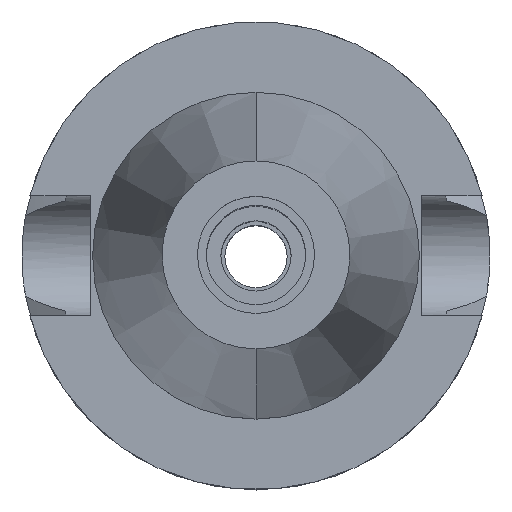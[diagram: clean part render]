
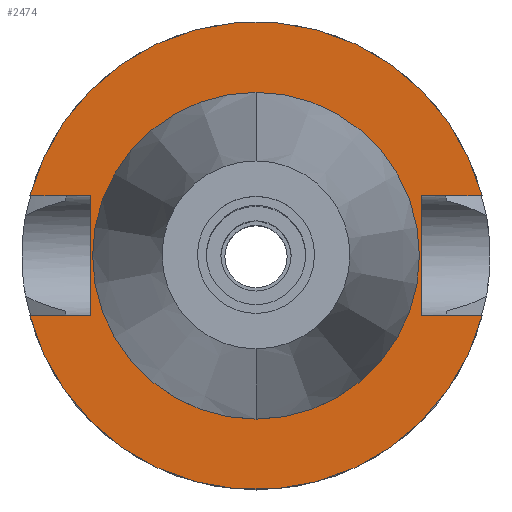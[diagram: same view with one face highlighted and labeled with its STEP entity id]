
A CAD part, top view. The second image highlights one B-rep face of the part: STEP entity #2474.
In plain terms, the highlighted planar face has unit normal (0, 0, 1).
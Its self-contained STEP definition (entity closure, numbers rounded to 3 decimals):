
#5 = ORIENTED_EDGE ( 'NONE', *, *, #2824, .F. ) ;
#27 = VECTOR ( 'NONE', #3407, 1000. ) ;
#64 = DIRECTION ( 'NONE',  ( 1., 0., 0. ) ) ;
#107 = CARTESIAN_POINT ( 'NONE',  ( 35.4, 12.85, -3. ) ) ;
#210 = CARTESIAN_POINT ( 'NONE',  ( 0., 0., -3. ) ) ;
#213 = VERTEX_POINT ( 'NONE', #666 ) ;
#243 = EDGE_CURVE ( 'NONE', #2022, #1205, #2323, .T. ) ;
#257 = CARTESIAN_POINT ( 'NONE',  ( 0., 0., -3. ) ) ;
#297 = CARTESIAN_POINT ( 'NONE',  ( 35.4, 12.85, -3. ) ) ;
#323 = EDGE_CURVE ( 'NONE', #2902, #213, #3618, .T. ) ;
#347 = DIRECTION ( 'NONE',  ( 0., -1., 0. ) ) ;
#408 = EDGE_CURVE ( 'NONE', #2473, #2855, #3290, .T. ) ;
#413 = FACE_OUTER_BOUND ( 'NONE', #2088, .T. ) ;
#430 = CARTESIAN_POINT ( 'NONE',  ( 48.321, -12.85, -3. ) ) ;
#513 = CARTESIAN_POINT ( 'NONE',  ( 35.4, -12.85, -3. ) ) ;
#539 = DIRECTION ( 'NONE',  ( 0., 0., -1. ) ) ;
#545 = ORIENTED_EDGE ( 'NONE', *, *, #1120, .F. ) ;
#633 = AXIS2_PLACEMENT_3D ( 'NONE', #210, #1068, #2062 ) ;
#666 = CARTESIAN_POINT ( 'NONE',  ( 0., 34.925, -3. ) ) ;
#670 = VERTEX_POINT ( 'NONE', #107 ) ;
#764 = CARTESIAN_POINT ( 'NONE',  ( -35.4, -12.85, -3. ) ) ;
#897 = EDGE_CURVE ( 'NONE', #2473, #3471, #2518, .T. ) ;
#1034 = CARTESIAN_POINT ( 'NONE',  ( -48.321, 12.85, -3. ) ) ;
#1068 = DIRECTION ( 'NONE',  ( 0., 0., 1. ) ) ;
#1097 = DIRECTION ( 'NONE',  ( 1., 0., 0. ) ) ;
#1120 = EDGE_CURVE ( 'NONE', #213, #2902, #2549, .T. ) ;
#1128 = CARTESIAN_POINT ( 'NONE',  ( -35.4, 12.85, -3. ) ) ;
#1203 = DIRECTION ( 'NONE',  ( 0., 0., -1. ) ) ;
#1205 = VERTEX_POINT ( 'NONE', #430 ) ;
#1206 = ORIENTED_EDGE ( 'NONE', *, *, #243, .F. ) ;
#1232 = DIRECTION ( 'NONE',  ( 0., 0., -1. ) ) ;
#1240 = PLANE ( 'NONE',  #3376 ) ;
#1250 = VERTEX_POINT ( 'NONE', #1034 ) ;
#1287 = VECTOR ( 'NONE', #3605, 1000. ) ;
#1346 = ORIENTED_EDGE ( 'NONE', *, *, #2381, .F. ) ;
#1513 = VERTEX_POINT ( 'NONE', #1807 ) ;
#1530 = AXIS2_PLACEMENT_3D ( 'NONE', #2648, #1232, #347 ) ;
#1536 = FACE_BOUND ( 'NONE', #3015, .T. ) ;
#1539 = ORIENTED_EDGE ( 'NONE', *, *, #2803, .T. ) ;
#1706 = AXIS2_PLACEMENT_3D ( 'NONE', #2039, #3197, #2627 ) ;
#1761 = CARTESIAN_POINT ( 'NONE',  ( 0., 0., -3. ) ) ;
#1773 = VECTOR ( 'NONE', #1860, 1000. ) ;
#1807 = CARTESIAN_POINT ( 'NONE',  ( 48.321, 12.85, -3. ) ) ;
#1860 = DIRECTION ( 'NONE',  ( 0., 1., 0. ) ) ;
#1892 = VECTOR ( 'NONE', #1097, 1000. ) ;
#1999 = LINE ( 'NONE', #2259, #27 ) ;
#2016 = LINE ( 'NONE', #1128, #2363 ) ;
#2022 = VERTEX_POINT ( 'NONE', #513 ) ;
#2028 = CARTESIAN_POINT ( 'NONE',  ( 0., -34.925, -3. ) ) ;
#2039 = CARTESIAN_POINT ( 'NONE',  ( 0., 0., -3. ) ) ;
#2062 = DIRECTION ( 'NONE',  ( 0., 1., 0. ) ) ;
#2088 = EDGE_LOOP ( 'NONE', ( #3602, #2455, #1206, #1346, #1539, #2502, #5, #3351 ) ) ;
#2199 = DIRECTION ( 'NONE',  ( 0., 1., 0. ) ) ;
#2255 = CARTESIAN_POINT ( 'NONE',  ( -48.321, -12.85, -3. ) ) ;
#2259 = CARTESIAN_POINT ( 'NONE',  ( 35.4, 12.85, -3. ) ) ;
#2293 = VECTOR ( 'NONE', #64, 1000. ) ;
#2323 = LINE ( 'NONE', #3437, #2293 ) ;
#2346 = CARTESIAN_POINT ( 'NONE',  ( -35.4, -12.85, -3. ) ) ;
#2363 = VECTOR ( 'NONE', #3369, 1000. ) ;
#2381 = EDGE_CURVE ( 'NONE', #670, #2022, #1999, .T. ) ;
#2455 = ORIENTED_EDGE ( 'NONE', *, *, #2986, .F. ) ;
#2473 = VERTEX_POINT ( 'NONE', #2346 ) ;
#2474 = ADVANCED_FACE ( 'NONE', ( #413, #1536 ), #1240, .F. ) ;
#2502 = ORIENTED_EDGE ( 'NONE', *, *, #3541, .F. ) ;
#2506 = CARTESIAN_POINT ( 'NONE',  ( -35.4, 12.85, -3. ) ) ;
#2518 = LINE ( 'NONE', #764, #1773 ) ;
#2549 = CIRCLE ( 'NONE', #633, 34.925 ) ;
#2620 = DIRECTION ( 'NONE',  ( 0., -1., 0. ) ) ;
#2627 = DIRECTION ( 'NONE',  ( 0., -1., 0. ) ) ;
#2648 = CARTESIAN_POINT ( 'NONE',  ( 0., 0., -3. ) ) ;
#2803 = EDGE_CURVE ( 'NONE', #670, #1513, #3121, .T. ) ;
#2824 = EDGE_CURVE ( 'NONE', #3471, #1250, #2016, .T. ) ;
#2855 = VERTEX_POINT ( 'NONE', #2255 ) ;
#2902 = VERTEX_POINT ( 'NONE', #2028 ) ;
#2929 = ORIENTED_EDGE ( 'NONE', *, *, #323, .F. ) ;
#2953 = CARTESIAN_POINT ( 'NONE',  ( -35.4, -12.85, -3. ) ) ;
#2986 = EDGE_CURVE ( 'NONE', #1205, #2855, #3152, .T. ) ;
#3015 = EDGE_LOOP ( 'NONE', ( #545, #2929 ) ) ;
#3121 = LINE ( 'NONE', #297, #1892 ) ;
#3152 = CIRCLE ( 'NONE', #1530, 50. ) ;
#3197 = DIRECTION ( 'NONE',  ( 0., 0., 1. ) ) ;
#3290 = LINE ( 'NONE', #2953, #1287 ) ;
#3351 = ORIENTED_EDGE ( 'NONE', *, *, #897, .F. ) ;
#3369 = DIRECTION ( 'NONE',  ( -1., 0., 0. ) ) ;
#3376 = AXIS2_PLACEMENT_3D ( 'NONE', #1761, #1203, #2620 ) ;
#3407 = DIRECTION ( 'NONE',  ( 0., -1., 0. ) ) ;
#3437 = CARTESIAN_POINT ( 'NONE',  ( 35.4, -12.85, -3. ) ) ;
#3447 = AXIS2_PLACEMENT_3D ( 'NONE', #257, #539, #2199 ) ;
#3471 = VERTEX_POINT ( 'NONE', #2506 ) ;
#3541 = EDGE_CURVE ( 'NONE', #1250, #1513, #3566, .T. ) ;
#3566 = CIRCLE ( 'NONE', #3447, 50. ) ;
#3602 = ORIENTED_EDGE ( 'NONE', *, *, #408, .T. ) ;
#3605 = DIRECTION ( 'NONE',  ( -1., 0., 0. ) ) ;
#3618 = CIRCLE ( 'NONE', #1706, 34.925 ) ;
